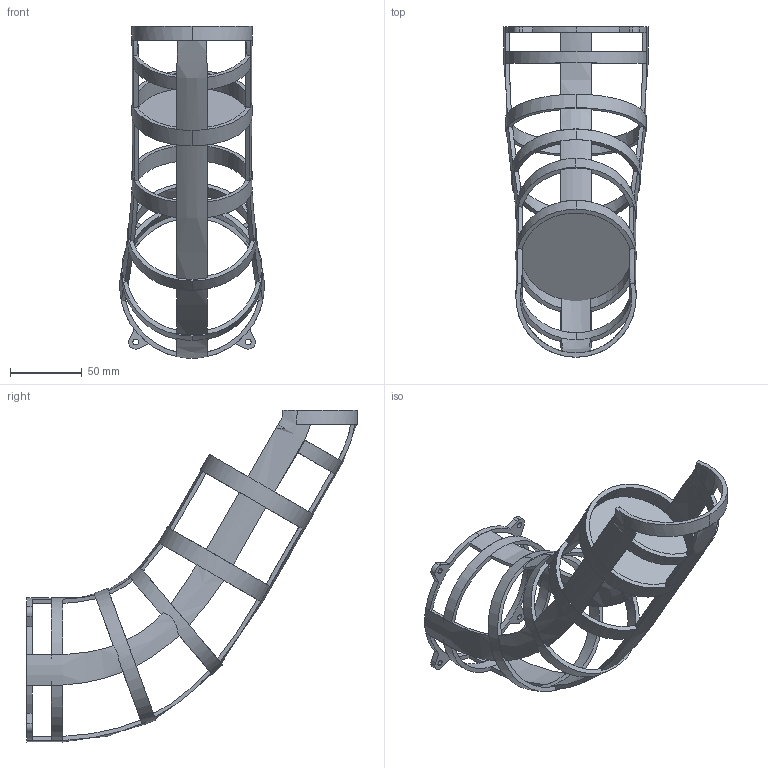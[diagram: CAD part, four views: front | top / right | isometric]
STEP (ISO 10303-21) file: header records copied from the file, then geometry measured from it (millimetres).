
FILE_DESCRIPTION (( 'STEP AP214' ), '1' );
FILE_NAME ('tube.STEP', '2025-04-18T08:24:07', ( '' ), ( '' ), 'SwSTEP 2.0', 'SolidWorks 2024', '' );
FILE_SCHEMA (( 'AUTOMOTIVE_DESIGN' ));
Length unit declared in the file: millimetre
Products named in the file (1): tube
Bounding box: 100.75 x 231.13 x 231.89 mm (x, y, z)
Volume: 107952.2 mm3; surface area: 86105.2 mm2
Topology: 1 solids, 1 shells, 181 faces, 584 edges, 362 vertices
Faces by surface type: bspline 77, cylinder 61, plane 43
Entity records: 9913 total; most frequent: CARTESIAN_POINT 5580, ORIENTED_EDGE 1168, EDGE_CURVE 584, DIRECTION 548, B_SPLINE_CURVE_WITH_KNOTS 383, VERTEX_POINT 362, AXIS2_PLACEMENT_3D 242, EDGE_LOOP 196
